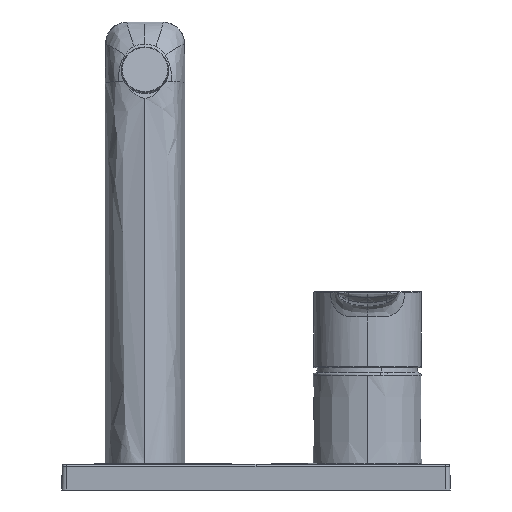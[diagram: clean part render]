
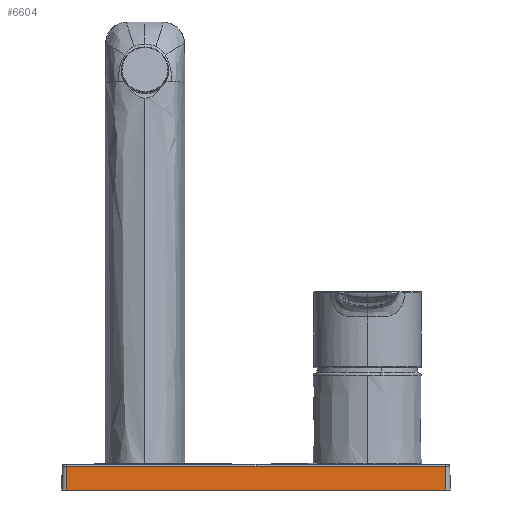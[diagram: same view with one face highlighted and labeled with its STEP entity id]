
A CAD part, front view. The second image highlights one B-rep face of the part: STEP entity #6604.
In plain terms, the highlighted planar face has unit normal (0, -1, 0.018).
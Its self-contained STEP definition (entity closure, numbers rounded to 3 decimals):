
#357 = VECTOR ( 'NONE', #7838, 1000. ) ;
#437 = CARTESIAN_POINT ( 'NONE',  ( -92.657, -37.314, 10.642 ) ) ;
#629 = LINE ( 'NONE', #7861, #357 ) ;
#1099 = ORIENTED_EDGE ( 'NONE', *, *, #5651, .F. ) ;
#1275 = CARTESIAN_POINT ( 'NONE',  ( -135.315, -37.315, 10.619 ) ) ;
#1538 = B_SPLINE_CURVE_WITH_KNOTS ( 'NONE', 2,
 ( #1678, #8330, #2523 ),
 .UNSPECIFIED., .F., .F.,
 ( 3, 3 ),
 ( 0., 1. ),
 .UNSPECIFIED. ) ;
#1678 = CARTESIAN_POINT ( 'NONE',  ( -50., -37.314, 10.642 ) ) ;
#2101 = AXIS2_PLACEMENT_3D ( 'NONE', #7416, #2381, #8268 ) ;
#2196 = CARTESIAN_POINT ( 'NONE',  ( -50., -37.314, 10.642 ) ) ;
#2381 = DIRECTION ( 'NONE',  ( 0., 1., -0.017 ) ) ;
#2393 = B_SPLINE_CURVE_WITH_KNOTS ( 'NONE', 2,
 ( #1275, #437, #8002 ),
 .UNSPECIFIED., .F., .F.,
 ( 3, 3 ),
 ( 0., 1. ),
 .UNSPECIFIED. ) ;
#2523 = CARTESIAN_POINT ( 'NONE',  ( 35.315, -37.315, 10.619 ) ) ;
#3455 = DIRECTION ( 'NONE',  ( 0.017, -0.017, -1. ) ) ;
#3512 = CARTESIAN_POINT ( 'NONE',  ( 35.315, -37.315, 10.619 ) ) ;
#3790 = CARTESIAN_POINT ( 'NONE',  ( -135.5, -37.5, 0. ) ) ;
#4049 = ORIENTED_EDGE ( 'NONE', *, *, #5226, .F. ) ;
#4306 = EDGE_CURVE ( 'NONE', #9020, #10818, #629, .T. ) ;
#4372 = CARTESIAN_POINT ( 'NONE',  ( -50., -37.5, 0. ) ) ;
#5226 = EDGE_CURVE ( 'NONE', #9156, #7196, #1538, .T. ) ;
#5568 = ORIENTED_EDGE ( 'NONE', *, *, #6786, .F. ) ;
#5651 = EDGE_CURVE ( 'NONE', #8005, #9020, #10002, .T. ) ;
#6431 = EDGE_CURVE ( 'NONE', #7196, #8005, #9603, .T. ) ;
#6604 = ADVANCED_FACE ( 'NONE', ( #8937 ), #7098, .F. ) ;
#6786 = EDGE_CURVE ( 'NONE', #10818, #9156, #2393, .T. ) ;
#6963 = DIRECTION ( 'NONE',  ( -1., 0., 0. ) ) ;
#7098 = PLANE ( 'NONE',  #2101 ) ;
#7196 = VERTEX_POINT ( 'NONE', #3512 ) ;
#7416 = CARTESIAN_POINT ( 'NONE',  ( -137.5, -37.5, 0. ) ) ;
#7637 = CARTESIAN_POINT ( 'NONE',  ( 35.408, -37.407, 5.309 ) ) ;
#7838 = DIRECTION ( 'NONE',  ( 0.017, 0.017, 1. ) ) ;
#7861 = CARTESIAN_POINT ( 'NONE',  ( -135.408, -37.407, 5.309 ) ) ;
#8002 = CARTESIAN_POINT ( 'NONE',  ( -50., -37.314, 10.642 ) ) ;
#8005 = VERTEX_POINT ( 'NONE', #10730 ) ;
#8268 = DIRECTION ( 'NONE',  ( 0., -0.017, -1. ) ) ;
#8278 = EDGE_LOOP ( 'NONE', ( #10377, #1099, #8510, #4049, #5568 ) ) ;
#8330 = CARTESIAN_POINT ( 'NONE',  ( -7.343, -37.314, 10.642 ) ) ;
#8510 = ORIENTED_EDGE ( 'NONE', *, *, #6431, .F. ) ;
#8937 = FACE_OUTER_BOUND ( 'NONE', #8278, .T. ) ;
#9020 = VERTEX_POINT ( 'NONE', #3790 ) ;
#9156 = VERTEX_POINT ( 'NONE', #2196 ) ;
#9218 = VECTOR ( 'NONE', #3455, 1000. ) ;
#9603 = LINE ( 'NONE', #7637, #9218 ) ;
#9864 = VECTOR ( 'NONE', #6963, 1000. ) ;
#10002 = LINE ( 'NONE', #4372, #9864 ) ;
#10081 = CARTESIAN_POINT ( 'NONE',  ( -135.315, -37.315, 10.619 ) ) ;
#10377 = ORIENTED_EDGE ( 'NONE', *, *, #4306, .F. ) ;
#10730 = CARTESIAN_POINT ( 'NONE',  ( 35.5, -37.5, 0. ) ) ;
#10818 = VERTEX_POINT ( 'NONE', #10081 ) ;
